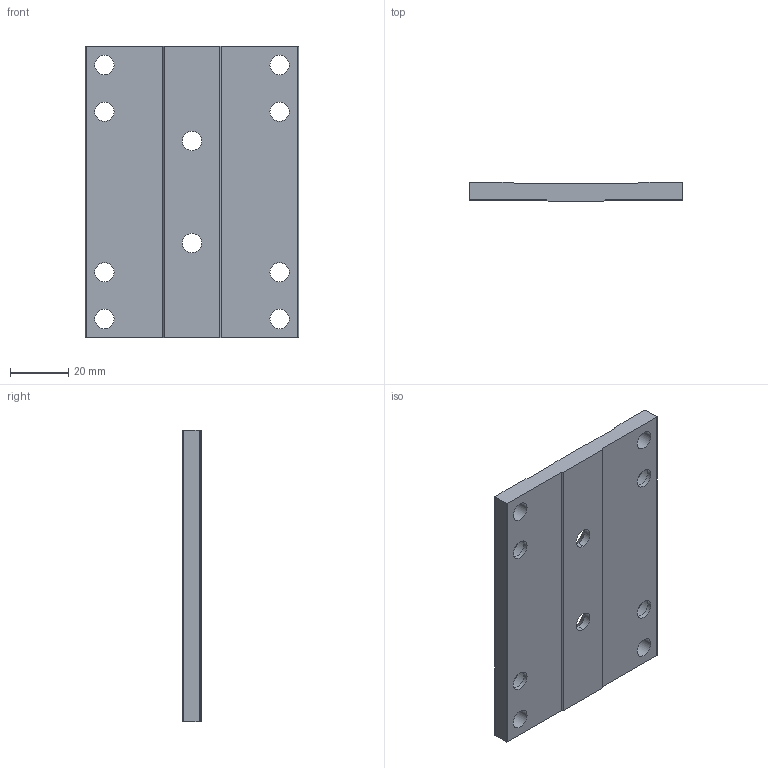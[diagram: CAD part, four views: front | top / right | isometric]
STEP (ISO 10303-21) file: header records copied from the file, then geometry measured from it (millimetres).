
FILE_DESCRIPTION (( 'STEP AP203' ), '1' );
FILE_NAME ('ZSY-104001_Default_sldprt.STEP', '2021-04-17T06:21:55', ( '' ), ( '' ), 'SwSTEP 2.0', 'SolidWorks 2013', '' );
FILE_SCHEMA (( 'CONFIG_CONTROL_DESIGN' ));
Length unit declared in the file: millimetre
Products named in the file (1): ZSY-104001_Default_sldprt
Bounding box: 73 x 6.5 x 100 mm (x, y, z)
Volume: 39291.4 mm3; surface area: 17440.6 mm2
Topology: 1 solids, 1 shells, 58 faces, 152 edges, 100 vertices
Faces by surface type: cylinder 34, plane 20, cone 4
Entity records: 2477 total; most frequent: CARTESIAN_POINT 903, DIRECTION 310, ORIENTED_EDGE 304, EDGE_CURVE 152, AXIS2_PLACEMENT_3D 115, VERTEX_POINT 100, EDGE_LOOP 82, VECTOR 80
